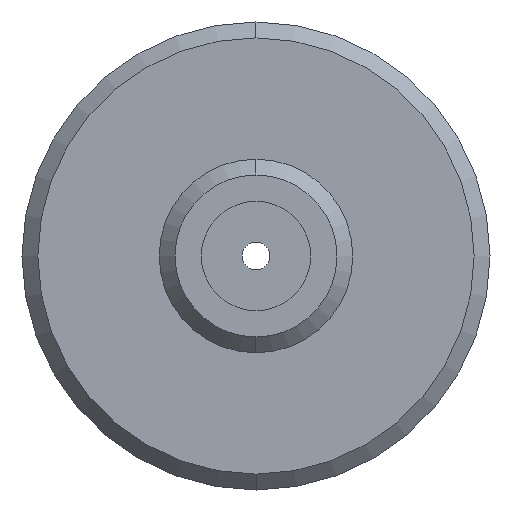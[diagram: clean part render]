
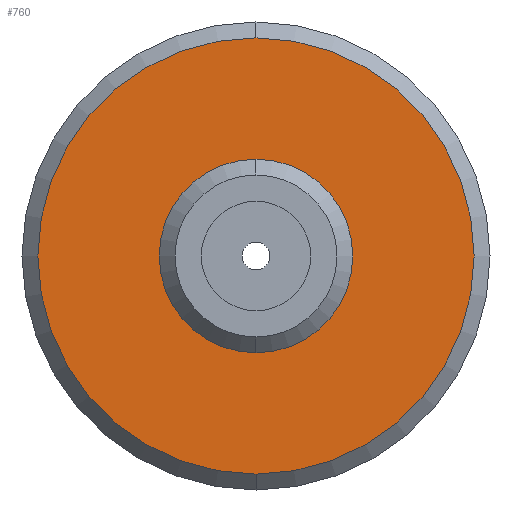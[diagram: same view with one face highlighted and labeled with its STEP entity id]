
A CAD part, left-side view. The second image highlights one B-rep face of the part: STEP entity #760.
In plain terms, the highlighted planar face has unit normal (-1, 0, 0).
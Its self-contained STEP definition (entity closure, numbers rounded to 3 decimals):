
#57 = DIRECTION ( 'NONE',  ( 0., 0., -1. ) ) ;
#69 = CIRCLE ( 'NONE', #239, 66.201 ) ;
#76 = DIRECTION ( 'NONE',  ( 1., 0., 0. ) ) ;
#142 = ORIENTED_EDGE ( 'NONE', *, *, #829, .F. ) ;
#152 = EDGE_CURVE ( 'NONE', #935, #835, #69, .T. ) ;
#173 = EDGE_LOOP ( 'NONE', ( #559, #142 ) ) ;
#175 = DIRECTION ( 'NONE',  ( 0., 0., -1. ) ) ;
#198 = FACE_OUTER_BOUND ( 'NONE', #173, .T. ) ;
#216 = VERTEX_POINT ( 'NONE', #973 ) ;
#230 = EDGE_LOOP ( 'NONE', ( #1199, #375 ) ) ;
#239 = AXIS2_PLACEMENT_3D ( 'NONE', #257, #508, #636 ) ;
#257 = CARTESIAN_POINT ( 'NONE',  ( -10., 0., 0. ) ) ;
#314 = AXIS2_PLACEMENT_3D ( 'NONE', #1004, #76, #538 ) ;
#323 = DIRECTION ( 'NONE',  ( 0., 0., -1. ) ) ;
#374 = AXIS2_PLACEMENT_3D ( 'NONE', #529, #1353, #57 ) ;
#375 = ORIENTED_EDGE ( 'NONE', *, *, #152, .T. ) ;
#434 = PLANE ( 'NONE',  #945 ) ;
#459 = CARTESIAN_POINT ( 'NONE',  ( -10., 0., 149.142 ) ) ;
#508 = DIRECTION ( 'NONE',  ( 1., 0., 0. ) ) ;
#529 = CARTESIAN_POINT ( 'NONE',  ( -10., 0., 0. ) ) ;
#538 = DIRECTION ( 'NONE',  ( 0., 0., -1. ) ) ;
#559 = ORIENTED_EDGE ( 'NONE', *, *, #671, .F. ) ;
#633 = CARTESIAN_POINT ( 'NONE',  ( -10., 0., 0. ) ) ;
#636 = DIRECTION ( 'NONE',  ( 0., 0., -1. ) ) ;
#658 = CIRCLE ( 'NONE', #314, 149.142 ) ;
#671 = EDGE_CURVE ( 'NONE', #216, #826, #658, .T. ) ;
#760 = ADVANCED_FACE ( 'NONE', ( #198, #1520 ), #434, .F. ) ;
#771 = DIRECTION ( 'NONE',  ( 1., 0., 0. ) ) ;
#775 = CARTESIAN_POINT ( 'NONE',  ( -10., 0., 66.201 ) ) ;
#826 = VERTEX_POINT ( 'NONE', #459 ) ;
#829 = EDGE_CURVE ( 'NONE', #826, #216, #1158, .T. ) ;
#835 = VERTEX_POINT ( 'NONE', #1119 ) ;
#862 = EDGE_CURVE ( 'NONE', #835, #935, #1437, .T. ) ;
#927 = CARTESIAN_POINT ( 'NONE',  ( -10., 0., 0. ) ) ;
#935 = VERTEX_POINT ( 'NONE', #775 ) ;
#945 = AXIS2_PLACEMENT_3D ( 'NONE', #927, #1407, #323 ) ;
#973 = CARTESIAN_POINT ( 'NONE',  ( -10., 0., -149.142 ) ) ;
#1004 = CARTESIAN_POINT ( 'NONE',  ( -10., 0., 0. ) ) ;
#1085 = AXIS2_PLACEMENT_3D ( 'NONE', #633, #771, #175 ) ;
#1119 = CARTESIAN_POINT ( 'NONE',  ( -10., 0., -66.201 ) ) ;
#1158 = CIRCLE ( 'NONE', #1085, 149.142 ) ;
#1199 = ORIENTED_EDGE ( 'NONE', *, *, #862, .T. ) ;
#1353 = DIRECTION ( 'NONE',  ( 1., 0., 0. ) ) ;
#1407 = DIRECTION ( 'NONE',  ( 1., 0., 0. ) ) ;
#1437 = CIRCLE ( 'NONE', #374, 66.201 ) ;
#1520 = FACE_BOUND ( 'NONE', #230, .T. ) ;
